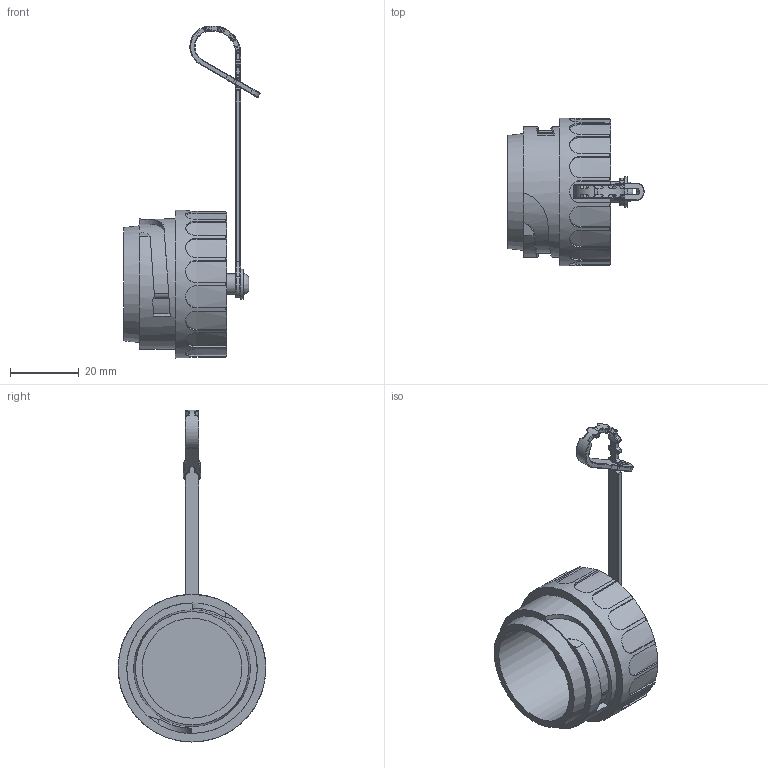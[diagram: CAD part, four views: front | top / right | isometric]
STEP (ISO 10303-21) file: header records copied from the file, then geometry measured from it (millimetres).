
FILE_DESCRIPTION(/* description */ (''),/* implementation_level */ '2;1');
FILE_NAME(/* name */ 'c016 00v000 011 2nxc001-03.stp',/* time_stamp */ '2019-06-12T15:00:23+02:00',/* author */ (''),/* organization */ (''),/* preprocessor_version */ 'ST-DEVELOPER v16.7',/* originating_system */ 'SIEMENS PLM Software NX 12.0',/* authorisation */ '');
FILE_SCHEMA (('AUTOMOTIVE_DESIGN { 1 0 10303 214 3 1 1 1 }'));
Length unit declared in the file: millimetre
Products named in the file (1): c016 00v000 011 2nxc001-03
Bounding box: 39.68 x 43 x 96.72 mm (x, y, z)
Volume: 13937.9 mm3; surface area: 12160.5 mm2
Topology: 1 solids, 2 shells, 517 faces, 1279 edges, 770 vertices
Faces by surface type: cylinder 190, plane 149, bspline 146, cone 20, torus 12
Full cylindrical faces by diameter (mm): 4 x2, 4.3 x1, 6 x1, 8.8 x1, 29.1 x1, 33 x1, 38 x2, 43 x1
Entity records: 22058 total; most frequent: CARTESIAN_POINT 7371, ORIENTED_EDGE 2510, DIRECTION 2085, EDGE_CURVE 1255, AXIS2_PLACEMENT_3D 838, VERTEX_POINT 765, EDGE_LOOP 546, ADVANCED_FACE 516
